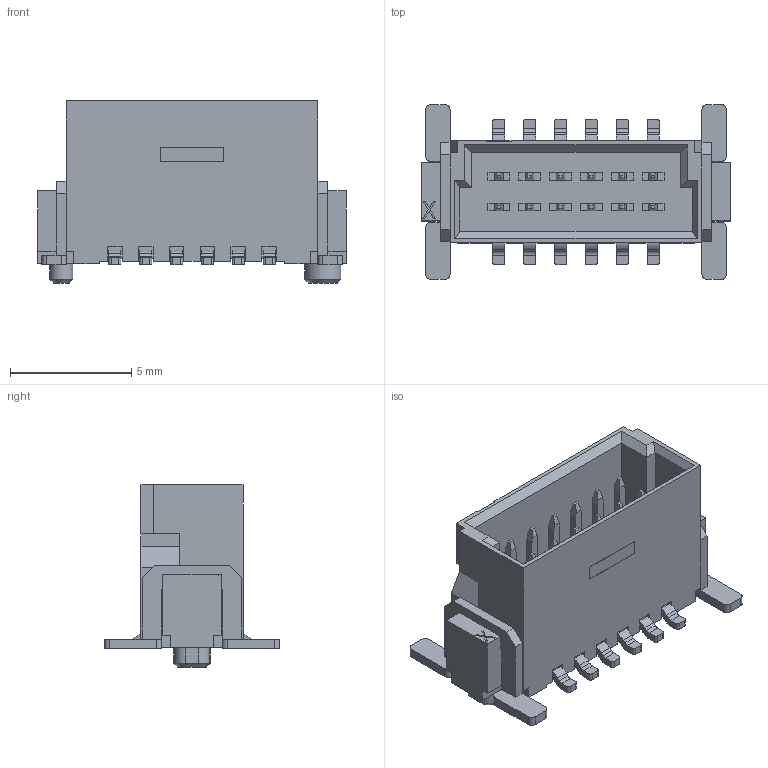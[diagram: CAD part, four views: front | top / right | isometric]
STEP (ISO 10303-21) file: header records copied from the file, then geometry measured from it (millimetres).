
FILE_DESCRIPTION(('Creo Elements/Direct Modeling STEP Export'),'2;1');
FILE_NAME('model.stp','2022-08-26T12:24:17',(''),(''),'Creo Elements/Direct Modeling STEP processor for AP214 (Solid Model)','Creo Elements/Direct Modeling 20.1D 10-Oct-2020 (C) Parametric Technology GmbH','');
FILE_SCHEMA(('AUTOMOTIVE_DESIGN { 1 0 10303 214 1 1 1 1 }'));
Length unit declared in the file: millimetre
Products named in the file (4): LP_FR_1_27_MV_1_75_CONTACT.3; LR_FR_1_27_BOARD_LOCK.1; GEH_FR_1_27_12_MV_1_75_HOUSING; FR 1.27-12-MV 1.75
Assembly tree (15 placements, depth 2):
  FR 1.27-12-MV 1.75
    LP_FR_1_27_MV_1_75_CONTACT.3  x12
    GEH_FR_1_27_12_MV_1_75_HOUSING
    LR_FR_1_27_BOARD_LOCK.1  x2
Bounding box: 12.71 x 7.2 x 7.5 mm (x, y, z)
Volume: 163.5 mm3; surface area: 709.5 mm2
Topology: 15 solids, 15 shells, 646 faces, 1807 edges, 1184 vertices
Faces by surface type: plane 550, cylinder 88, cone 4, bspline 4
Entity records: 10822 total; most frequent: CARTESIAN_POINT 1629, ORIENTED_EDGE 1590, DIRECTION 1305, EDGE_CURVE 795, VECTOR 713, LINE 713, VERTEX_POINT 524, AXIS2_PLACEMENT_3D 296
